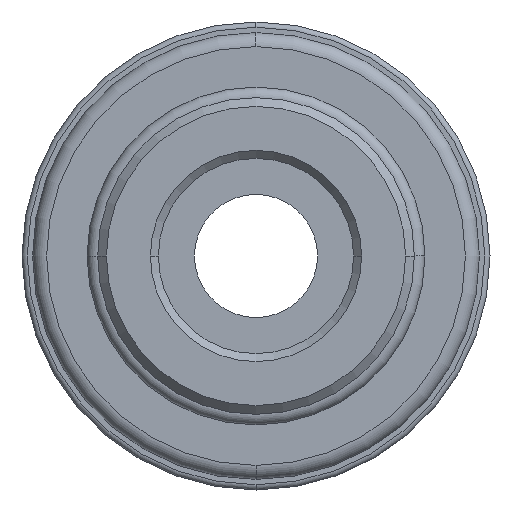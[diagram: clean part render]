
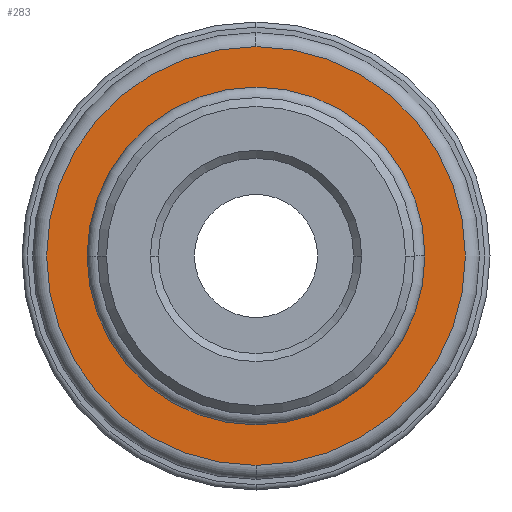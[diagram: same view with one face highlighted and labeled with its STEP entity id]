
A CAD part, front view. The second image highlights one B-rep face of the part: STEP entity #283.
In plain terms, the highlighted planar face has unit normal (0, -1, 0).
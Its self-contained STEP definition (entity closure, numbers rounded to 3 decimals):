
#283=ADVANCED_FACE('',(#591,#592),#593,.T.);
#591=FACE_BOUND('',#916,.T.);
#592=FACE_OUTER_BOUND('',#917,.T.);
#593=PLANE('',#918);
#916=EDGE_LOOP('',(#1659,#1660,#1661));
#917=EDGE_LOOP('',(#1662,#1663,#1664));
#918=AXIS2_PLACEMENT_3D('',#1665,#1666,#1667);
#1659=ORIENTED_EDGE('',*,*,#2136,.T.);
#1660=ORIENTED_EDGE('',*,*,#2137,.T.);
#1661=ORIENTED_EDGE('',*,*,#2138,.T.);
#1662=ORIENTED_EDGE('',*,*,#1849,.F.);
#1663=ORIENTED_EDGE('',*,*,#1848,.F.);
#1664=ORIENTED_EDGE('',*,*,#2080,.F.);
#1665=CARTESIAN_POINT('',(10.45,3.0,0.0));
#1666=DIRECTION('',(-0.0,-1.0,-0.0));
#1667=DIRECTION('',(-1.0,0.0,0.0));
#1848=EDGE_CURVE('',#2177,#2180,#2181,.T.);
#1849=EDGE_CURVE('',#2180,#2182,#2183,.T.);
#2080=EDGE_CURVE('',#2182,#2177,#2535,.T.);
#2136=EDGE_CURVE('',#2598,#2599,#2600,.T.);
#2137=EDGE_CURVE('',#2599,#2601,#2602,.T.);
#2138=EDGE_CURVE('',#2601,#2598,#2603,.T.);
#2177=VERTEX_POINT('',#2644);
#2180=VERTEX_POINT('',#2647);
#2181=CIRCLE('',#2648,11.9);
#2182=VERTEX_POINT('',#2649);
#2183=CIRCLE('',#2650,11.9);
#2535=CIRCLE('',#3261,11.9);
#2598=VERTEX_POINT('',#3355);
#2599=VERTEX_POINT('',#3356);
#2600=CIRCLE('',#3357,9.52);
#2601=VERTEX_POINT('',#3358);
#2602=CIRCLE('',#3359,9.52);
#2603=CIRCLE('',#3360,9.52);
#2644=CARTESIAN_POINT('',(0.,3.0,11.9));
#2647=CARTESIAN_POINT('',(11.9,3.0,0.0));
#2648=AXIS2_PLACEMENT_3D('',#3422,#3423,#3424);
#2649=CARTESIAN_POINT('',(0.,3.0,-11.9));
#2650=AXIS2_PLACEMENT_3D('',#3425,#3426,#3427);
#3261=AXIS2_PLACEMENT_3D('',#3818,#3819,#3820);
#3355=CARTESIAN_POINT('',(0.,3.0,9.52));
#3356=CARTESIAN_POINT('',(9.52,3.0,0.));
#3357=AXIS2_PLACEMENT_3D('',#3890,#3891,#3892);
#3358=CARTESIAN_POINT('',(-9.52,3.0,0.));
#3359=AXIS2_PLACEMENT_3D('',#3893,#3894,#3895);
#3360=AXIS2_PLACEMENT_3D('',#3896,#3897,#3898);
#3422=CARTESIAN_POINT('',(0.0,3.0,0.0));
#3423=DIRECTION('',(-0.0,1.0,0.0));
#3424=DIRECTION('',(1.0,0.0,0.0));
#3425=CARTESIAN_POINT('',(0.0,3.0,0.0));
#3426=DIRECTION('',(-0.0,1.0,0.0));
#3427=DIRECTION('',(1.0,0.0,0.0));
#3818=CARTESIAN_POINT('',(0.0,3.0,0.0));
#3819=DIRECTION('',(-0.0,1.0,0.0));
#3820=DIRECTION('',(1.0,0.0,0.0));
#3890=CARTESIAN_POINT('',(0.0,3.0,0.0));
#3891=DIRECTION('',(0.0,1.0,0.0));
#3892=DIRECTION('',(0.0,0.0,-1.0));
#3893=CARTESIAN_POINT('',(0.0,3.0,0.0));
#3894=DIRECTION('',(0.0,1.0,0.0));
#3895=DIRECTION('',(0.0,0.0,-1.0));
#3896=CARTESIAN_POINT('',(0.0,3.0,0.0));
#3897=DIRECTION('',(0.0,1.0,0.0));
#3898=DIRECTION('',(0.0,0.0,-1.0));
